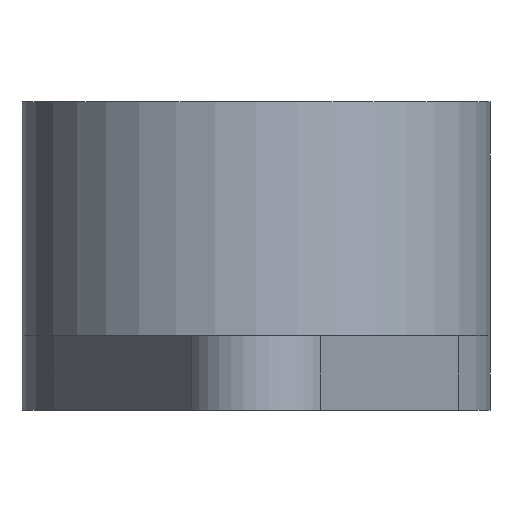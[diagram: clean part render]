
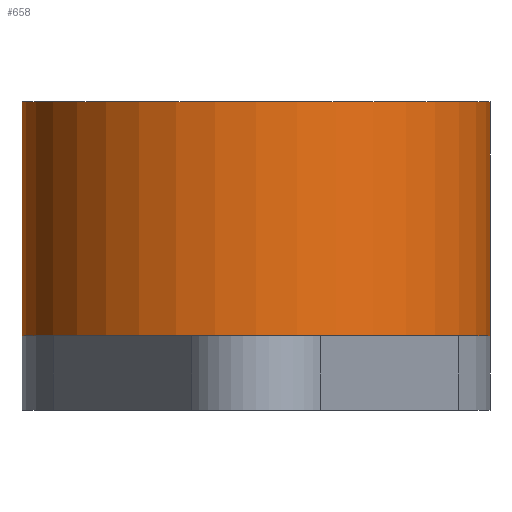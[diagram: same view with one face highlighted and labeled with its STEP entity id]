
A CAD part, front view. The second image highlights one B-rep face of the part: STEP entity #658.
In plain terms, the highlighted cylindrical face has radius 11 mm (diameter 22 mm), a full revolution.
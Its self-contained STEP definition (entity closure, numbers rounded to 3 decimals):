
#57 = VERTEX_POINT('',#58);
#58 = CARTESIAN_POINT('',(9.526,-5.5,3.5));
#72 = PLANE('',#73);
#73 = AXIS2_PLACEMENT_3D('',#74,#75,#76);
#74 = CARTESIAN_POINT('',(0.,0.,3.5));
#75 = DIRECTION('',(0.,0.,1.));
#76 = DIRECTION('',(1.,0.,0.));
#100 = CYLINDRICAL_SURFACE('',#101,11.);
#101 = AXIS2_PLACEMENT_3D('',#102,#103,#104);
#102 = CARTESIAN_POINT('',(0.,0.,0.));
#103 = DIRECTION('',(-0.,-0.,-1.));
#104 = DIRECTION('',(1.,0.,0.));
#220 = EDGE_CURVE('',#57,#221,#223,.T.);
#221 = VERTEX_POINT('',#222);
#222 = CARTESIAN_POINT('',(11.,0.,3.5));
#223 = SURFACE_CURVE('',#224,(#229,#236),.PCURVE_S1.);
#224 = CIRCLE('',#225,11.);
#225 = AXIS2_PLACEMENT_3D('',#226,#227,#228);
#226 = CARTESIAN_POINT('',(0.,0.,3.5));
#227 = DIRECTION('',(0.,0.,1.));
#228 = DIRECTION('',(1.,0.,0.));
#229 = PCURVE('',#100,#230);
#230 = DEFINITIONAL_REPRESENTATION('',(#231),#235);
#231 = LINE('',#232,#233);
#232 = CARTESIAN_POINT('',(-0.,-3.5));
#233 = VECTOR('',#234,1.);
#234 = DIRECTION('',(-1.,0.));
#235 = ( GEOMETRIC_REPRESENTATION_CONTEXT(2) 
PARAMETRIC_REPRESENTATION_CONTEXT() REPRESENTATION_CONTEXT('2D SPACE',''
  ) );
#236 = PCURVE('',#237,#242);
#237 = CYLINDRICAL_SURFACE('',#238,11.);
#238 = AXIS2_PLACEMENT_3D('',#239,#240,#241);
#239 = CARTESIAN_POINT('',(0.,0.,3.5));
#240 = DIRECTION('',(-0.,-0.,-1.));
#241 = DIRECTION('',(1.,0.,0.));
#242 = DEFINITIONAL_REPRESENTATION('',(#243),#247);
#243 = LINE('',#244,#245);
#244 = CARTESIAN_POINT('',(-0.,0.));
#245 = VECTOR('',#246,1.);
#246 = DIRECTION('',(-1.,0.));
#247 = ( GEOMETRIC_REPRESENTATION_CONTEXT(2) 
PARAMETRIC_REPRESENTATION_CONTEXT() REPRESENTATION_CONTEXT('2D SPACE',''
  ) );
#249 = EDGE_CURVE('',#221,#250,#252,.T.);
#250 = VERTEX_POINT('',#251);
#251 = CARTESIAN_POINT('',(9.526,5.5,3.5));
#252 = SURFACE_CURVE('',#253,(#258,#265),.PCURVE_S1.);
#253 = CIRCLE('',#254,11.);
#254 = AXIS2_PLACEMENT_3D('',#255,#256,#257);
#255 = CARTESIAN_POINT('',(0.,0.,3.5));
#256 = DIRECTION('',(0.,0.,1.));
#257 = DIRECTION('',(1.,0.,0.));
#258 = PCURVE('',#100,#259);
#259 = DEFINITIONAL_REPRESENTATION('',(#260),#264);
#260 = LINE('',#261,#262);
#261 = CARTESIAN_POINT('',(-0.,-3.5));
#262 = VECTOR('',#263,1.);
#263 = DIRECTION('',(-1.,0.));
#264 = ( GEOMETRIC_REPRESENTATION_CONTEXT(2) 
PARAMETRIC_REPRESENTATION_CONTEXT() REPRESENTATION_CONTEXT('2D SPACE',''
  ) );
#265 = PCURVE('',#237,#266);
#266 = DEFINITIONAL_REPRESENTATION('',(#267),#271);
#267 = LINE('',#268,#269);
#268 = CARTESIAN_POINT('',(6.283,-0.));
#269 = VECTOR('',#270,1.);
#270 = DIRECTION('',(-1.,0.));
#271 = ( GEOMETRIC_REPRESENTATION_CONTEXT(2) 
PARAMETRIC_REPRESENTATION_CONTEXT() REPRESENTATION_CONTEXT('2D SPACE',''
  ) );
#424 = CYLINDRICAL_SURFACE('',#425,11.);
#425 = AXIS2_PLACEMENT_3D('',#426,#427,#428);
#426 = CARTESIAN_POINT('',(0.,0.,0.));
#427 = DIRECTION('',(-0.,-0.,-1.));
#428 = DIRECTION('',(1.,0.,0.));
#560 = EDGE_CURVE('',#561,#57,#563,.T.);
#561 = VERTEX_POINT('',#562);
#562 = CARTESIAN_POINT('',(-9.526,-5.5,3.5));
#563 = SURFACE_CURVE('',#564,(#569,#576),.PCURVE_S1.);
#564 = CIRCLE('',#565,11.);
#565 = AXIS2_PLACEMENT_3D('',#566,#567,#568);
#566 = CARTESIAN_POINT('',(0.,0.,3.5));
#567 = DIRECTION('',(0.,0.,1.));
#568 = DIRECTION('',(1.,0.,0.));
#569 = PCURVE('',#72,#570);
#570 = DEFINITIONAL_REPRESENTATION('',(#571),#575);
#571 = CIRCLE('',#572,11.);
#572 = AXIS2_PLACEMENT_2D('',#573,#574);
#573 = CARTESIAN_POINT('',(0.,0.));
#574 = DIRECTION('',(1.,0.));
#575 = ( GEOMETRIC_REPRESENTATION_CONTEXT(2) 
PARAMETRIC_REPRESENTATION_CONTEXT() REPRESENTATION_CONTEXT('2D SPACE',''
  ) );
#576 = PCURVE('',#237,#577);
#577 = DEFINITIONAL_REPRESENTATION('',(#578),#582);
#578 = LINE('',#579,#580);
#579 = CARTESIAN_POINT('',(-0.,0.));
#580 = VECTOR('',#581,1.);
#581 = DIRECTION('',(-1.,0.));
#582 = ( GEOMETRIC_REPRESENTATION_CONTEXT(2) 
PARAMETRIC_REPRESENTATION_CONTEXT() REPRESENTATION_CONTEXT('2D SPACE',''
  ) );
#658 = ADVANCED_FACE('',(#659),#237,.T.);
#659 = FACE_BOUND('',#660,.F.);
#660 = EDGE_LOOP('',(#661,#662,#685,#712,#713,#714,#715,#739));
#661 = ORIENTED_EDGE('',*,*,#249,.F.);
#662 = ORIENTED_EDGE('',*,*,#663,.T.);
#663 = EDGE_CURVE('',#221,#664,#666,.T.);
#664 = VERTEX_POINT('',#665);
#665 = CARTESIAN_POINT('',(11.,0.,14.5));
#666 = SEAM_CURVE('',#667,(#671,#678),.PCURVE_S1.);
#667 = LINE('',#668,#669);
#668 = CARTESIAN_POINT('',(11.,0.,3.5));
#669 = VECTOR('',#670,1.);
#670 = DIRECTION('',(0.,0.,1.));
#671 = PCURVE('',#237,#672);
#672 = DEFINITIONAL_REPRESENTATION('',(#673),#677);
#673 = LINE('',#674,#675);
#674 = CARTESIAN_POINT('',(-6.283,0.));
#675 = VECTOR('',#676,1.);
#676 = DIRECTION('',(-0.,-1.));
#677 = ( GEOMETRIC_REPRESENTATION_CONTEXT(2) 
PARAMETRIC_REPRESENTATION_CONTEXT() REPRESENTATION_CONTEXT('2D SPACE',''
  ) );
#678 = PCURVE('',#237,#679);
#679 = DEFINITIONAL_REPRESENTATION('',(#680),#684);
#680 = LINE('',#681,#682);
#681 = CARTESIAN_POINT('',(-0.,0.));
#682 = VECTOR('',#683,1.);
#683 = DIRECTION('',(-0.,-1.));
#684 = ( GEOMETRIC_REPRESENTATION_CONTEXT(2) 
PARAMETRIC_REPRESENTATION_CONTEXT() REPRESENTATION_CONTEXT('2D SPACE',''
  ) );
#685 = ORIENTED_EDGE('',*,*,#686,.T.);
#686 = EDGE_CURVE('',#664,#664,#687,.T.);
#687 = SURFACE_CURVE('',#688,(#693,#700),.PCURVE_S1.);
#688 = CIRCLE('',#689,11.);
#689 = AXIS2_PLACEMENT_3D('',#690,#691,#692);
#690 = CARTESIAN_POINT('',(0.,0.,14.5));
#691 = DIRECTION('',(0.,0.,1.));
#692 = DIRECTION('',(1.,0.,0.));
#693 = PCURVE('',#237,#694);
#694 = DEFINITIONAL_REPRESENTATION('',(#695),#699);
#695 = LINE('',#696,#697);
#696 = CARTESIAN_POINT('',(-0.,-11.));
#697 = VECTOR('',#698,1.);
#698 = DIRECTION('',(-1.,0.));
#699 = ( GEOMETRIC_REPRESENTATION_CONTEXT(2) 
PARAMETRIC_REPRESENTATION_CONTEXT() REPRESENTATION_CONTEXT('2D SPACE',''
  ) );
#700 = PCURVE('',#701,#706);
#701 = PLANE('',#702);
#702 = AXIS2_PLACEMENT_3D('',#703,#704,#705);
#703 = CARTESIAN_POINT('',(0.,0.,14.5));
#704 = DIRECTION('',(0.,0.,1.));
#705 = DIRECTION('',(1.,0.,0.));
#706 = DEFINITIONAL_REPRESENTATION('',(#707),#711);
#707 = CIRCLE('',#708,11.);
#708 = AXIS2_PLACEMENT_2D('',#709,#710);
#709 = CARTESIAN_POINT('',(0.,0.));
#710 = DIRECTION('',(1.,0.));
#711 = ( GEOMETRIC_REPRESENTATION_CONTEXT(2) 
PARAMETRIC_REPRESENTATION_CONTEXT() REPRESENTATION_CONTEXT('2D SPACE',''
  ) );
#712 = ORIENTED_EDGE('',*,*,#663,.F.);
#713 = ORIENTED_EDGE('',*,*,#220,.F.);
#714 = ORIENTED_EDGE('',*,*,#560,.F.);
#715 = ORIENTED_EDGE('',*,*,#716,.F.);
#716 = EDGE_CURVE('',#717,#561,#719,.T.);
#717 = VERTEX_POINT('',#718);
#718 = CARTESIAN_POINT('',(-9.526,5.5,3.5));
#719 = SURFACE_CURVE('',#720,(#725,#732),.PCURVE_S1.);
#720 = CIRCLE('',#721,11.);
#721 = AXIS2_PLACEMENT_3D('',#722,#723,#724);
#722 = CARTESIAN_POINT('',(0.,0.,3.5));
#723 = DIRECTION('',(0.,0.,1.));
#724 = DIRECTION('',(1.,0.,0.));
#725 = PCURVE('',#237,#726);
#726 = DEFINITIONAL_REPRESENTATION('',(#727),#731);
#727 = LINE('',#728,#729);
#728 = CARTESIAN_POINT('',(-0.,0.));
#729 = VECTOR('',#730,1.);
#730 = DIRECTION('',(-1.,0.));
#731 = ( GEOMETRIC_REPRESENTATION_CONTEXT(2) 
PARAMETRIC_REPRESENTATION_CONTEXT() REPRESENTATION_CONTEXT('2D SPACE',''
  ) );
#732 = PCURVE('',#424,#733);
#733 = DEFINITIONAL_REPRESENTATION('',(#734),#738);
#734 = LINE('',#735,#736);
#735 = CARTESIAN_POINT('',(-0.,-3.5));
#736 = VECTOR('',#737,1.);
#737 = DIRECTION('',(-1.,0.));
#738 = ( GEOMETRIC_REPRESENTATION_CONTEXT(2) 
PARAMETRIC_REPRESENTATION_CONTEXT() REPRESENTATION_CONTEXT('2D SPACE',''
  ) );
#739 = ORIENTED_EDGE('',*,*,#740,.F.);
#740 = EDGE_CURVE('',#250,#717,#741,.T.);
#741 = SURFACE_CURVE('',#742,(#747,#754),.PCURVE_S1.);
#742 = CIRCLE('',#743,11.);
#743 = AXIS2_PLACEMENT_3D('',#744,#745,#746);
#744 = CARTESIAN_POINT('',(0.,0.,3.5));
#745 = DIRECTION('',(0.,0.,1.));
#746 = DIRECTION('',(1.,0.,0.));
#747 = PCURVE('',#237,#748);
#748 = DEFINITIONAL_REPRESENTATION('',(#749),#753);
#749 = LINE('',#750,#751);
#750 = CARTESIAN_POINT('',(-0.,0.));
#751 = VECTOR('',#752,1.);
#752 = DIRECTION('',(-1.,0.));
#753 = ( GEOMETRIC_REPRESENTATION_CONTEXT(2) 
PARAMETRIC_REPRESENTATION_CONTEXT() REPRESENTATION_CONTEXT('2D SPACE',''
  ) );
#754 = PCURVE('',#755,#760);
#755 = PLANE('',#756);
#756 = AXIS2_PLACEMENT_3D('',#757,#758,#759);
#757 = CARTESIAN_POINT('',(0.,0.,3.5));
#758 = DIRECTION('',(0.,0.,1.));
#759 = DIRECTION('',(1.,0.,0.));
#760 = DEFINITIONAL_REPRESENTATION('',(#761),#765);
#761 = CIRCLE('',#762,11.);
#762 = AXIS2_PLACEMENT_2D('',#763,#764);
#763 = CARTESIAN_POINT('',(0.,0.));
#764 = DIRECTION('',(1.,0.));
#765 = ( GEOMETRIC_REPRESENTATION_CONTEXT(2) 
PARAMETRIC_REPRESENTATION_CONTEXT() REPRESENTATION_CONTEXT('2D SPACE',''
  ) );
